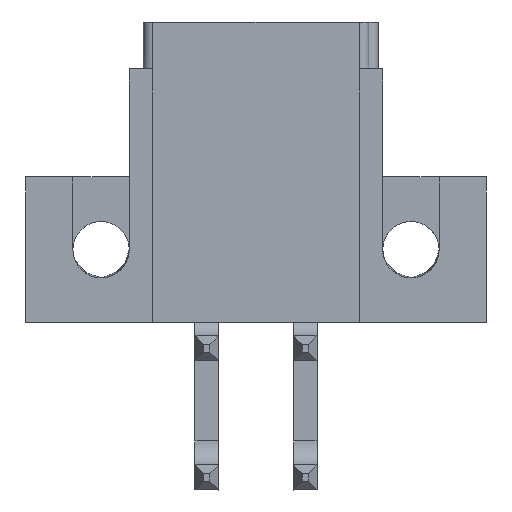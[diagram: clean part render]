
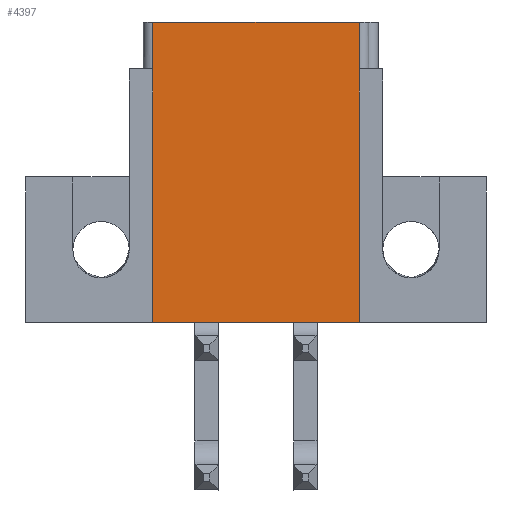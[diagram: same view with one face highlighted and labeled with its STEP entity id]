
A CAD part, front view. The second image highlights one B-rep face of the part: STEP entity #4397.
In plain terms, the highlighted planar face has unit normal (0, -1, 0).
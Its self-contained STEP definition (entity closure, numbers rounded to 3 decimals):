
#46 = CARTESIAN_POINT ( 'NONE',  ( -1.467, 0.4, 0. ) ) ;
#225 = VERTEX_POINT ( 'NONE', #2999 ) ;
#344 = ORIENTED_EDGE ( 'NONE', *, *, #3565, .T. ) ;
#557 = VERTEX_POINT ( 'NONE', #4580 ) ;
#579 = CARTESIAN_POINT ( 'NONE',  ( 4.4, 0.4, -0.667 ) ) ;
#728 = CARTESIAN_POINT ( 'NONE',  ( -4.4, 0.4, -2. ) ) ;
#747 = CARTESIAN_POINT ( 'NONE',  ( -4.4, 0.4, 0. ) ) ;
#997 = CARTESIAN_POINT ( 'NONE',  ( 4.4, 0.4, -12.8 ) ) ;
#1042 = CARTESIAN_POINT ( 'NONE',  ( -4.4, 0.4, 0. ) ) ;
#1129 = CARTESIAN_POINT ( 'NONE',  ( -1.467, 0.4, -12.8 ) ) ;
#1178 = DIRECTION ( 'NONE',  ( 0., 0., -1. ) ) ;
#1247 = CARTESIAN_POINT ( 'NONE',  ( -4.4, 0.4, -2. ) ) ;
#1304 = EDGE_CURVE ( 'NONE', #225, #1764, #5192, .T. ) ;
#1343 = EDGE_CURVE ( 'NONE', #1764, #4151, #5056, .T. ) ;
#1395 = ORIENTED_EDGE ( 'NONE', *, *, #3181, .T. ) ;
#1516 = CARTESIAN_POINT ( 'NONE',  ( -4.4, 0.4, 0. ) ) ;
#1613 = B_SPLINE_CURVE_WITH_KNOTS ( 'NONE', 3,
 ( #3388, #1993, #1129, #5050 ),
 .UNSPECIFIED., .F., .F.,
 ( 4, 4 ),
 ( 0., 1. ),
 .UNSPECIFIED. ) ;
#1684 = FACE_OUTER_BOUND ( 'NONE', #2295, .T. ) ;
#1764 = VERTEX_POINT ( 'NONE', #2743 ) ;
#1993 = CARTESIAN_POINT ( 'NONE',  ( 1.467, 0.4, -12.8 ) ) ;
#2207 = B_SPLINE_CURVE_WITH_KNOTS ( 'NONE', 3,
 ( #747, #3594, #3071, #1247 ),
 .UNSPECIFIED., .F., .F.,
 ( 4, 4 ),
 ( 0., 1. ),
 .UNSPECIFIED. ) ;
#2295 = EDGE_LOOP ( 'NONE', ( #4733, #4318, #344, #1395, #4226, #2906 ) ) ;
#2420 = CARTESIAN_POINT ( 'NONE',  ( 4.4, 0.4, 0. ) ) ;
#2743 = CARTESIAN_POINT ( 'NONE',  ( 4.4, 0.4, -2. ) ) ;
#2784 = CARTESIAN_POINT ( 'NONE',  ( -4.4, 0.4, -2. ) ) ;
#2806 = CARTESIAN_POINT ( 'NONE',  ( 4.4, 0.4, -2. ) ) ;
#2834 = EDGE_CURVE ( 'NONE', #225, #3452, #1613, .T. ) ;
#2862 = CARTESIAN_POINT ( 'NONE',  ( 1.467, 0.4, 0. ) ) ;
#2906 = ORIENTED_EDGE ( 'NONE', *, *, #2834, .F. ) ;
#2999 = CARTESIAN_POINT ( 'NONE',  ( 4.4, 0.4, -12.8 ) ) ;
#3071 = CARTESIAN_POINT ( 'NONE',  ( -4.4, 0.4, -1.333 ) ) ;
#3075 = DIRECTION ( 'NONE',  ( 0., -1., 0. ) ) ;
#3181 = EDGE_CURVE ( 'NONE', #557, #3789, #2207, .T. ) ;
#3388 = CARTESIAN_POINT ( 'NONE',  ( 4.4, 0.4, -12.8 ) ) ;
#3402 = CARTESIAN_POINT ( 'NONE',  ( -4.4, 0.4, -5.6 ) ) ;
#3418 = CARTESIAN_POINT ( 'NONE',  ( 4.4, 0.4, -1.333 ) ) ;
#3452 = VERTEX_POINT ( 'NONE', #4959 ) ;
#3515 = CARTESIAN_POINT ( 'NONE',  ( 4.4, 0.4, 0. ) ) ;
#3565 = EDGE_CURVE ( 'NONE', #4151, #557, #4668, .T. ) ;
#3594 = CARTESIAN_POINT ( 'NONE',  ( -4.4, 0.4, -0.667 ) ) ;
#3789 = VERTEX_POINT ( 'NONE', #2784 ) ;
#3831 = EDGE_CURVE ( 'NONE', #3789, #3452, #4441, .T. ) ;
#3846 = CARTESIAN_POINT ( 'NONE',  ( 4.4, 0.4, 0. ) ) ;
#4015 = CARTESIAN_POINT ( 'NONE',  ( -4.4, 0.4, -9.2 ) ) ;
#4049 = CARTESIAN_POINT ( 'NONE',  ( 4.4, 0.4, -5.6 ) ) ;
#4151 = VERTEX_POINT ( 'NONE', #3515 ) ;
#4226 = ORIENTED_EDGE ( 'NONE', *, *, #3831, .T. ) ;
#4318 = ORIENTED_EDGE ( 'NONE', *, *, #1343, .T. ) ;
#4346 = AXIS2_PLACEMENT_3D ( 'NONE', #1516, #3075, #1178 ) ;
#4397 = ADVANCED_FACE ( 'NONE', ( #1684 ), #4757, .T. ) ;
#4441 = B_SPLINE_CURVE_WITH_KNOTS ( 'NONE', 3,
 ( #728, #3402, #4015, #5161 ),
 .UNSPECIFIED., .F., .F.,
 ( 4, 4 ),
 ( 0., 1. ),
 .UNSPECIFIED. ) ;
#4580 = CARTESIAN_POINT ( 'NONE',  ( -4.4, 0.4, 0. ) ) ;
#4668 = B_SPLINE_CURVE_WITH_KNOTS ( 'NONE', 3,
 ( #2420, #2862, #46, #1042 ),
 .UNSPECIFIED., .F., .F.,
 ( 4, 4 ),
 ( 0., 1. ),
 .UNSPECIFIED. ) ;
#4733 = ORIENTED_EDGE ( 'NONE', *, *, #1304, .T. ) ;
#4757 = PLANE ( 'NONE',  #4346 ) ;
#4959 = CARTESIAN_POINT ( 'NONE',  ( -4.4, 0.4, -12.8 ) ) ;
#5050 = CARTESIAN_POINT ( 'NONE',  ( -4.4, 0.4, -12.8 ) ) ;
#5056 = B_SPLINE_CURVE_WITH_KNOTS ( 'NONE', 3,
 ( #5184, #3418, #579, #3846 ),
 .UNSPECIFIED., .F., .F.,
 ( 4, 4 ),
 ( 0., 1. ),
 .UNSPECIFIED. ) ;
#5161 = CARTESIAN_POINT ( 'NONE',  ( -4.4, 0.4, -12.8 ) ) ;
#5184 = CARTESIAN_POINT ( 'NONE',  ( 4.4, 0.4, -2. ) ) ;
#5190 = CARTESIAN_POINT ( 'NONE',  ( 4.4, 0.4, -9.2 ) ) ;
#5192 = B_SPLINE_CURVE_WITH_KNOTS ( 'NONE', 3,
 ( #997, #5190, #4049, #2806 ),
 .UNSPECIFIED., .F., .F.,
 ( 4, 4 ),
 ( 0., 1. ),
 .UNSPECIFIED. ) ;
